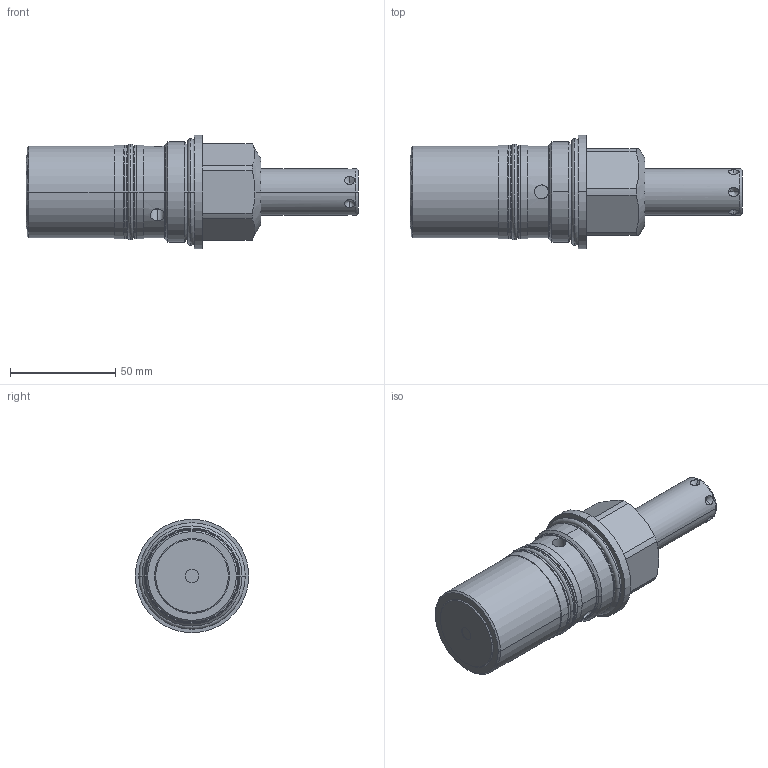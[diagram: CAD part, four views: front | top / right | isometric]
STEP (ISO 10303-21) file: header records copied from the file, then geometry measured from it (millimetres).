
FILE_DESCRIPTION((''),'2;1');
FILE_NAME('ILC14111301S','2018-01-24T',('jdw'),(''),'PRO/ENGINEER BY PARAMETRIC TECHNOLOGY CORPORATION, 2013320','PRO/ENGINEER BY PARAMETRIC TECHNOLOGY CORPORATION, 2013320','');
FILE_SCHEMA(('AUTOMOTIVE_DESIGN { 1 0 10303 214 1 1 1 1 }'));
Length unit declared in the file: inch
Products named in the file (1): ILC14111301S
Bounding box: 157.86 x 53.98 x 53.98 mm (x, y, z)
Volume: 187268.1 mm3; surface area: 30790.3 mm2
Topology: 3 solids, 5 shells, 106 faces, 244 edges, 151 vertices
Faces by surface type: cylinder 46, plane 26, cone 24, torus 10
Entity records: 4474 total; most frequent: CARTESIAN_POINT 882, DIRECTION 540, ORIENTED_EDGE 452, PRESENTATION_STYLE_ASSIGNMENT 264, STYLED_ITEM 235, CURVE_STYLE 230, EDGE_CURVE 230, AXIS2_PLACEMENT_3D 229
